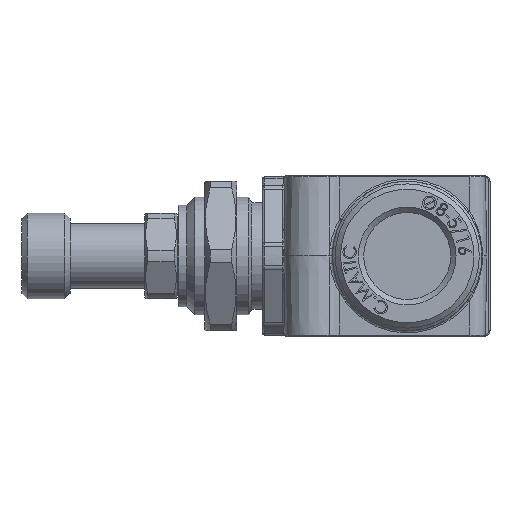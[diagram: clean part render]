
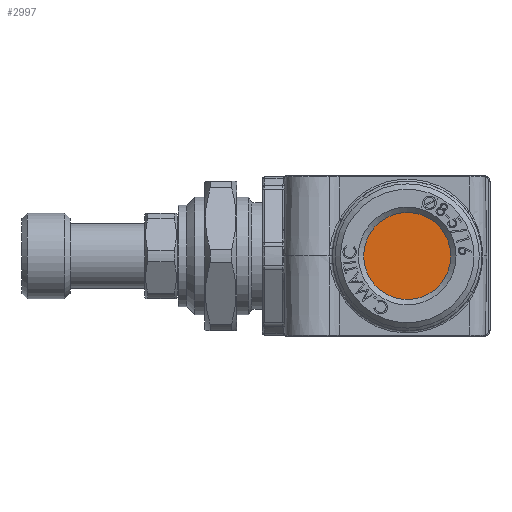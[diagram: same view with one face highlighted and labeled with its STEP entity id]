
A CAD part, left-side view. The second image highlights one B-rep face of the part: STEP entity #2997.
In plain terms, the highlighted planar face has unit normal (-1, 0, 0).
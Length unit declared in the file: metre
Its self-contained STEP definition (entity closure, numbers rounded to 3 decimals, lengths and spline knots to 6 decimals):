
#2997 = ADVANCED_FACE( 'NONE', ( #6263 ), #6264, .F. );
#6263 = FACE_OUTER_BOUND( '', #27313, .T. );
#6264 = PLANE( '', #27314 );
#27313 = EDGE_LOOP( '', ( #37957 ) );
#27314 = AXIS2_PLACEMENT_3D( '', #37958, #37959, #37960 );
#37957 = ORIENTED_EDGE( '', *, *, #41301, .T. );
#37958 = CARTESIAN_POINT( '', ( -0.0076, 0.011825, 0. ) );
#37959 = DIRECTION( '', ( 1., 0., 0. ) );
#37960 = DIRECTION( '', ( 0., 1., 0. ) );
#41301 = EDGE_CURVE( 'NONE', #46307, #46307, #46308, .T. );
#46307 = VERTEX_POINT( '', #58338 );
#46308 = CIRCLE( '', #58339, 0.004075 );
#58338 = CARTESIAN_POINT( '', ( -0.0076, 0.00775, 0.004075 ) );
#58339 = AXIS2_PLACEMENT_3D( '', #67788, #67789, #67790 );
#67788 = CARTESIAN_POINT( '', ( -0.0076, 0.00775, 0. ) );
#67789 = DIRECTION( '', ( -1., 0., 0. ) );
#67790 = DIRECTION( '', ( 0., 0., 1. ) );
